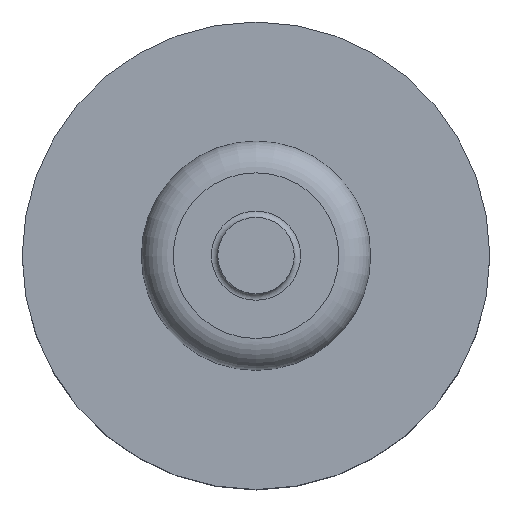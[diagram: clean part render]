
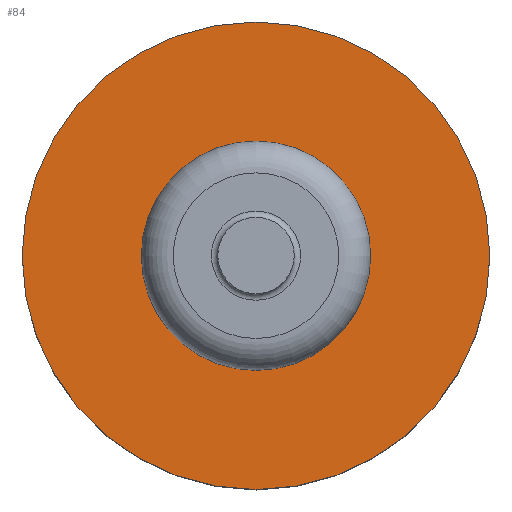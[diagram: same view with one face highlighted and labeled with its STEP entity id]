
A CAD part, top view. The second image highlights one B-rep face of the part: STEP entity #84.
In plain terms, the highlighted planar face has unit normal (0, 0, 1).
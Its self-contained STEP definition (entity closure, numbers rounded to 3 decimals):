
#84=ADVANCED_FACE('',(#94),#91,.T.);
#91=PLANE('',#192);
#94=FACE_OUTER_BOUND('',#111,.T.);
#111=EDGE_LOOP('',(#133));
#133=ORIENTED_EDGE('',*,*,#159,.T.);
#147=VERTEX_POINT('',#275);
#159=EDGE_CURVE('',#147,#147,#170,.T.);
#170=CIRCLE('',#191,7.34);
#191=AXIS2_PLACEMENT_3D('',#274,#234,#235);
#192=AXIS2_PLACEMENT_3D('',#276,#236,#237);
#234=DIRECTION('',(0.,0.,1.));
#235=DIRECTION('',(0.,-1.,0.));
#236=DIRECTION('',(0.,0.,1.));
#237=DIRECTION('',(1.,0.,0.));
#274=CARTESIAN_POINT('',(0.,0.,0.));
#275=CARTESIAN_POINT('',(0.,-7.34,0.));
#276=CARTESIAN_POINT('',(0.,0.,0.));
